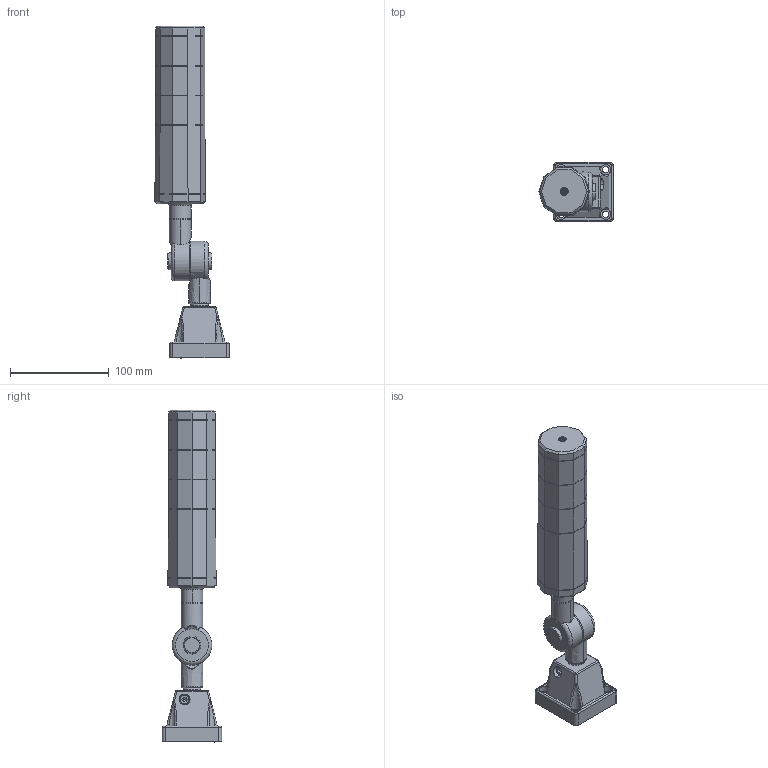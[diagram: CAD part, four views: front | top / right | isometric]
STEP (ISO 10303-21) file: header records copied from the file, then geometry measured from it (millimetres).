
FILE_DESCRIPTION((''),'2;1');
FILE_NAME('NLA50DC-3B1D SERIES.stp','2023-11-29T15:35:50',(''),(''),'Mechanical Desktop 2011','Mechanical Desktop 2011',', , ');
FILE_SCHEMA(('CONFIG_CONTROL_DESIGN'));
Length unit declared in the file: millimetre
Products named in the file (1): Product
Bounding box: 75.11 x 60 x 336 mm (x, y, z)
Volume: 449473.3 mm3; surface area: 97380.3 mm2
Topology: 23 solids, 23 shells, 554 faces, 1428 edges, 932 vertices
Faces by surface type: plane 283, bspline 171, cylinder 61, cone 18, torus 15, sphere 6
Entity records: 21156 total; most frequent: CARTESIAN_POINT 7946, ORIENTED_EDGE 2856, DIRECTION 2516, EDGE_CURVE 1428, VERTEX_POINT 932, VECTOR 898, LINE 898, AXIS2_PLACEMENT_3D 809
